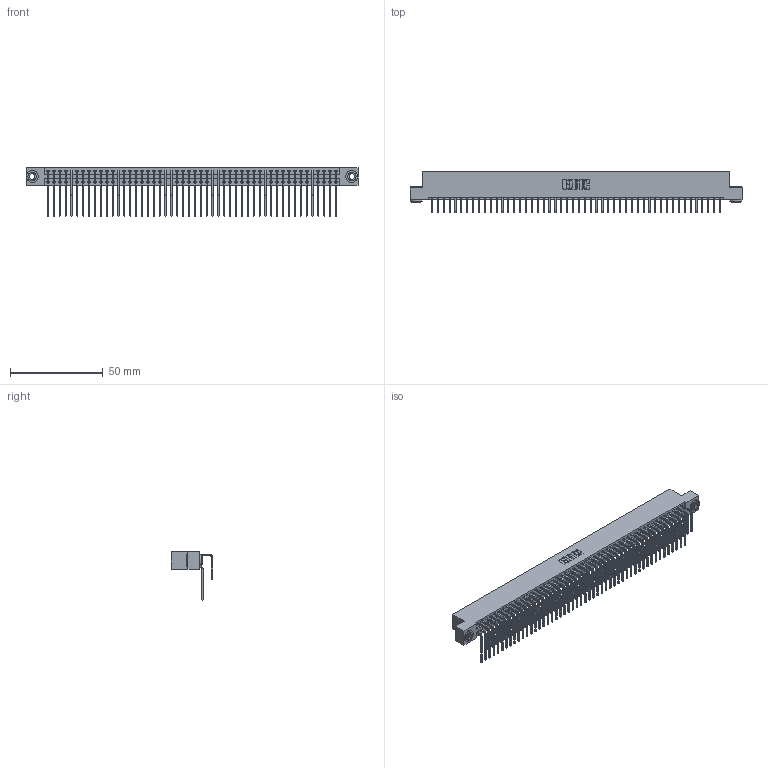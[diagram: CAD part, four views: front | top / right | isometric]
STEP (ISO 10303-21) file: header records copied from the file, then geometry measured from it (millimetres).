
FILE_DESCRIPTION (( 'STEP AP203' ), '1' );
FILE_NAME ('396-100-558-203.STEP', '2018-09-14T08:06:47', ( '' ), ( '' ), 'SwSTEP 2.0', 'SolidWorks 2016', '' );
FILE_SCHEMA (( 'CONFIG_CONTROL_DESIGN' ));
Length unit declared in the file: inch
Products named in the file (5): 345-292-001_558 559 Tail - 1; 345-292-001_558 Tail - 2; 345-250-002_345-250-002-102; 396-100-558-203; 346 Part_Flush Mounting Lugs - 0.156 Dia-TH
Assembly tree (103 placements, depth 2):
  396-100-558-203
    346 Part_Flush Mounting Lugs - 0.156 Dia-TH
    345-292-001_558 559 Tail - 1  x50
    345-292-001_558 Tail - 2  x50
    345-250-002_345-250-002-102  x2
Bounding box: 179.32 x 22.16 x 26.16 mm (x, y, z)
Volume: 18144.7 mm3; surface area: 28048.5 mm2
Topology: 103 solids, 103 shells, 5560 faces, 16505 edges, 10866 vertices
Faces by surface type: plane 3786, cylinder 1766, cone 8
Entity records: 33988 total; most frequent: CARTESIAN_POINT 5618, ORIENTED_EDGE 5494, DIRECTION 5005, EDGE_CURVE 2747, VECTOR 2351, LINE 2351, VERTEX_POINT 1826, AXIS2_PLACEMENT_3D 1327
